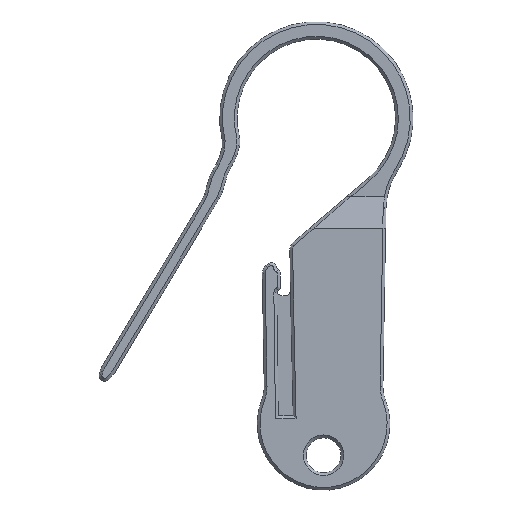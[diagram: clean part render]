
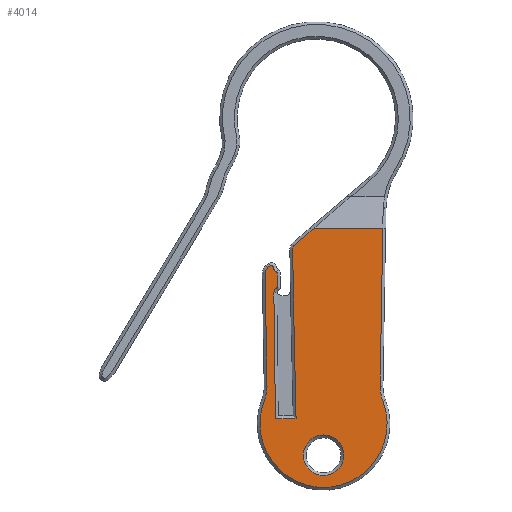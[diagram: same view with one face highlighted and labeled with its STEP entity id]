
A CAD part, top view. The second image highlights one B-rep face of the part: STEP entity #4014.
In plain terms, the highlighted planar face has unit normal (0, 0, 1).
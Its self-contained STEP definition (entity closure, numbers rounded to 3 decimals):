
#99=CIRCLE('',#4205,1.1);
#101=CIRCLE('',#4213,0.8);
#103=CIRCLE('',#4216,0.15);
#105=CIRCLE('',#4220,0.15);
#106=CIRCLE('',#4222,0.8);
#108=CIRCLE('',#4225,0.3);
#109=CIRCLE('',#4228,1.1);
#110=CIRCLE('',#4231,5.4);
#111=CIRCLE('',#4233,9.1);
#112=CIRCLE('',#4235,5.4);
#117=CIRCLE('',#4284,2.9);
#128=FACE_BOUND('',#664,.T.);
#427=FACE_OUTER_BOUND('',#663,.T.);
#663=EDGE_LOOP('',(#3508,#3509,#3510,#3511,#3512,#3513,#3514,#3515,#3516,
#3517,#3518,#3519,#3520,#3521,#3522,#3523,#3524,#3525,#3526,#3527,#3528,
#3529,#3530));
#664=EDGE_LOOP('',(#3531));
#995=LINE('',#6508,#1443);
#999=LINE('',#6517,#1447);
#1002=LINE('',#6525,#1450);
#1009=LINE('',#6539,#1457);
#1012=LINE('',#6544,#1460);
#1017=LINE('',#6562,#1465);
#1022=LINE('',#6581,#1470);
#1025=LINE('',#6589,#1473);
#1029=LINE('',#6603,#1477);
#1032=LINE('',#6609,#1480);
#1034=LINE('',#6612,#1482);
#1036=LINE('',#6615,#1484);
#1107=LINE('',#6957,#1555);
#1443=VECTOR('',#4935,10.);
#1447=VECTOR('',#4945,10.);
#1450=VECTOR('',#4950,10.);
#1457=VECTOR('',#4961,10.);
#1460=VECTOR('',#4966,10.);
#1465=VECTOR('',#4985,10.);
#1470=VECTOR('',#5008,10.);
#1473=VECTOR('',#5017,10.);
#1477=VECTOR('',#5035,10.);
#1480=VECTOR('',#5040,10.);
#1482=VECTOR('',#5044,10.);
#1484=VECTOR('',#5048,10.);
#1555=VECTOR('',#5207,10.);
#1842=VERTEX_POINT('',#6505);
#1843=VERTEX_POINT('',#6507);
#1844=VERTEX_POINT('',#6511);
#1845=VERTEX_POINT('',#6515);
#1848=VERTEX_POINT('',#6522);
#1849=VERTEX_POINT('',#6524);
#1851=VERTEX_POINT('',#6530);
#1853=VERTEX_POINT('',#6536);
#1854=VERTEX_POINT('',#6538);
#1855=VERTEX_POINT('',#6542);
#1857=VERTEX_POINT('',#6548);
#1859=VERTEX_POINT('',#6554);
#1861=VERTEX_POINT('',#6560);
#1863=VERTEX_POINT('',#6566);
#1864=VERTEX_POINT('',#6570);
#1865=VERTEX_POINT('',#6575);
#1866=VERTEX_POINT('',#6579);
#1867=VERTEX_POINT('',#6583);
#1868=VERTEX_POINT('',#6587);
#1869=VERTEX_POINT('',#6591);
#1870=VERTEX_POINT('',#6595);
#1871=VERTEX_POINT('',#6599);
#1872=VERTEX_POINT('',#6605);
#1918=VERTEX_POINT('',#6958);
#2329=EDGE_CURVE('',#1842,#1843,#995,.T.);
#2332=EDGE_CURVE('',#1844,#1842,#99,.T.);
#2334=EDGE_CURVE('',#1845,#1844,#999,.T.);
#2337=EDGE_CURVE('',#1848,#1849,#1002,.T.);
#2344=EDGE_CURVE('',#1853,#1854,#1009,.T.);
#2347=EDGE_CURVE('',#1855,#1853,#1012,.T.);
#2350=EDGE_CURVE('',#1857,#1855,#101,.T.);
#2353=EDGE_CURVE('',#1859,#1857,#103,.T.);
#2356=EDGE_CURVE('',#1861,#1859,#1017,.T.);
#2359=EDGE_CURVE('',#1863,#1861,#105,.T.);
#2361=EDGE_CURVE('',#1864,#1863,#106,.T.);
#2364=EDGE_CURVE('',#1865,#1864,#108,.T.);
#2366=EDGE_CURVE('',#1866,#1865,#1022,.T.);
#2368=EDGE_CURVE('',#1867,#1866,#109,.T.);
#2370=EDGE_CURVE('',#1868,#1867,#1025,.T.);
#2372=EDGE_CURVE('',#1869,#1868,#110,.T.);
#2374=EDGE_CURVE('',#1870,#1869,#111,.T.);
#2376=EDGE_CURVE('',#1871,#1870,#112,.T.);
#2377=EDGE_CURVE('',#1851,#1871,#1029,.T.);
#2380=EDGE_CURVE('',#1854,#1872,#1032,.T.);
#2382=EDGE_CURVE('',#1872,#1848,#1034,.T.);
#2384=EDGE_CURVE('',#1849,#1845,#1036,.T.);
#2473=EDGE_CURVE('',#1851,#1843,#1107,.T.);
#2474=EDGE_CURVE('',#1918,#1918,#117,.T.);
#3508=ORIENTED_EDGE('',*,*,#2329,.F.);
#3509=ORIENTED_EDGE('',*,*,#2332,.F.);
#3510=ORIENTED_EDGE('',*,*,#2334,.F.);
#3511=ORIENTED_EDGE('',*,*,#2384,.F.);
#3512=ORIENTED_EDGE('',*,*,#2337,.F.);
#3513=ORIENTED_EDGE('',*,*,#2382,.F.);
#3514=ORIENTED_EDGE('',*,*,#2380,.F.);
#3515=ORIENTED_EDGE('',*,*,#2344,.F.);
#3516=ORIENTED_EDGE('',*,*,#2347,.F.);
#3517=ORIENTED_EDGE('',*,*,#2350,.F.);
#3518=ORIENTED_EDGE('',*,*,#2353,.F.);
#3519=ORIENTED_EDGE('',*,*,#2356,.F.);
#3520=ORIENTED_EDGE('',*,*,#2359,.F.);
#3521=ORIENTED_EDGE('',*,*,#2361,.F.);
#3522=ORIENTED_EDGE('',*,*,#2364,.F.);
#3523=ORIENTED_EDGE('',*,*,#2366,.F.);
#3524=ORIENTED_EDGE('',*,*,#2368,.F.);
#3525=ORIENTED_EDGE('',*,*,#2370,.F.);
#3526=ORIENTED_EDGE('',*,*,#2372,.F.);
#3527=ORIENTED_EDGE('',*,*,#2374,.F.);
#3528=ORIENTED_EDGE('',*,*,#2376,.F.);
#3529=ORIENTED_EDGE('',*,*,#2377,.F.);
#3530=ORIENTED_EDGE('',*,*,#2473,.T.);
#3531=ORIENTED_EDGE('',*,*,#2474,.F.);
#3793=PLANE('',#4283);
#4014=ADVANCED_FACE('',(#427,#128),#3793,.T.);
#4205=AXIS2_PLACEMENT_3D('',#6513,#4940,#4941);
#4213=AXIS2_PLACEMENT_3D('',#6550,#4972,#4973);
#4216=AXIS2_PLACEMENT_3D('',#6556,#4979,#4980);
#4220=AXIS2_PLACEMENT_3D('',#6568,#4991,#4992);
#4222=AXIS2_PLACEMENT_3D('',#6572,#4996,#4997);
#4225=AXIS2_PLACEMENT_3D('',#6577,#5003,#5004);
#4228=AXIS2_PLACEMENT_3D('',#6585,#5012,#5013);
#4231=AXIS2_PLACEMENT_3D('',#6593,#5021,#5022);
#4233=AXIS2_PLACEMENT_3D('',#6597,#5026,#5027);
#4235=AXIS2_PLACEMENT_3D('',#6601,#5031,#5032);
#4283=AXIS2_PLACEMENT_3D('',#6956,#5205,#5206);
#4284=AXIS2_PLACEMENT_3D('',#6959,#5208,#5209);
#4935=DIRECTION('',(0.76,0.65,0.));
#4940=DIRECTION('center_axis',(0.,0.,-1.));
#4941=DIRECTION('ref_axis',(-0.912,0.411,0.));
#4945=DIRECTION('',(-0.017,1.,0.));
#4950=DIRECTION('',(1.,0.022,0.));
#4961=DIRECTION('',(0.012,-1.,0.));
#4966=DIRECTION('',(0.017,-1.,0.));
#4972=DIRECTION('center_axis',(0.,0.,1.));
#4973=DIRECTION('ref_axis',(-0.852,0.524,0.));
#4979=DIRECTION('center_axis',(0.,0.,-1.));
#4980=DIRECTION('ref_axis',(1.,0.017,0.));
#4985=DIRECTION('',(0.017,-1.,0.));
#4991=DIRECTION('center_axis',(0.,0.,-1.));
#4992=DIRECTION('ref_axis',(1.,0.017,0.));
#4996=DIRECTION('center_axis',(0.,0.,1.));
#4997=DIRECTION('ref_axis',(-0.994,-0.108,0.));
#5003=DIRECTION('center_axis',(0.,0.,-1.));
#5004=DIRECTION('ref_axis',(0.411,0.912,0.));
#5008=DIRECTION('',(0.76,0.65,0.));
#5012=DIRECTION('center_axis',(0.,0.,-1.));
#5013=DIRECTION('ref_axis',(-0.912,0.411,0.));
#5017=DIRECTION('',(-0.017,1.,0.));
#5021=DIRECTION('center_axis',(0.,0.,1.));
#5022=DIRECTION('ref_axis',(0.984,-0.178,0.));
#5026=DIRECTION('center_axis',(0.,0.,-1.));
#5027=DIRECTION('ref_axis',(1.,0.,0.));
#5031=DIRECTION('center_axis',(0.,0.,1.));
#5032=DIRECTION('ref_axis',(-0.984,-0.178,0.));
#5035=DIRECTION('',(-0.017,-1.,0.));
#5040=DIRECTION('',(1.,0.012,0.));
#5044=DIRECTION('',(1.,0.017,0.));
#5048=DIRECTION('',(-0.022,1.,0.));
#5205=DIRECTION('center_axis',(0.,0.,1.));
#5206=DIRECTION('ref_axis',(1.,0.,0.));
#5207=DIRECTION('',(-1.,0.,0.));
#5208=DIRECTION('center_axis',(0.,0.,1.));
#5209=DIRECTION('ref_axis',(1.,0.,0.));
#6505=CARTESIAN_POINT('',(-4.036,4.441,3.));
#6507=CARTESIAN_POINT('',(-1.337,6.75,3.));
#6508=CARTESIAN_POINT('',(-1.615,6.513,3.));
#6511=CARTESIAN_POINT('',(-4.421,3.587,3.));
#6513=CARTESIAN_POINT('Origin',(-3.321,3.606,3.));
#6515=CARTESIAN_POINT('',(-4.261,-5.857,3.));
#6517=CARTESIAN_POINT('',(-4.294,-3.889,3.));
#6522=CARTESIAN_POINT('',(-4.413,-20.478,3.));
#6524=CARTESIAN_POINT('',(-3.936,-20.467,3.));
#6525=CARTESIAN_POINT('',(-2.113,-20.426,3.));
#6530=CARTESIAN_POINT('',(8.475,6.75,3.));
#6536=CARTESIAN_POINT('',(-7.061,-5.905,3.));
#6538=CARTESIAN_POINT('',(-6.892,-20.517,3.));
#6539=CARTESIAN_POINT('',(-6.917,-18.349,3.));
#6542=CARTESIAN_POINT('',(-7.118,-2.518,3.));
#6544=CARTESIAN_POINT('',(-7.008,-9.012,3.));
#6548=CARTESIAN_POINT('',(-6.667,-1.785,3.));
#6550=CARTESIAN_POINT('Origin',(-6.318,-2.505,3.));
#6554=CARTESIAN_POINT('',(-6.583,-1.648,3.));
#6556=CARTESIAN_POINT('Origin',(-6.733,-1.65,3.));
#6560=CARTESIAN_POINT('',(-6.616,0.352,3.));
#6562=CARTESIAN_POINT('',(-6.511,-5.878,3.));
#6566=CARTESIAN_POINT('',(-6.706,0.487,3.));
#6568=CARTESIAN_POINT('Origin',(-6.766,0.35,3.));
#6570=CARTESIAN_POINT('',(-7.181,1.134,3.));
#6572=CARTESIAN_POINT('Origin',(-6.386,1.22,3.));
#6575=CARTESIAN_POINT('',(-7.674,1.33,3.));
#6577=CARTESIAN_POINT('Origin',(-7.479,1.102,3.));
#6579=CARTESIAN_POINT('',(-7.98,1.068,3.));
#6581=CARTESIAN_POINT('',(-8.186,0.892,3.));
#6583=CARTESIAN_POINT('',(-8.364,0.214,3.));
#6585=CARTESIAN_POINT('Origin',(-7.265,0.233,3.));
#6587=CARTESIAN_POINT('',(-8.093,-15.847,3.));
#6589=CARTESIAN_POINT('',(-8.266,-5.609,3.));
#6591=CARTESIAN_POINT('',(-8.467,-17.916,3.));
#6593=CARTESIAN_POINT('Origin',(-13.492,-15.938,3.));
#6595=CARTESIAN_POINT('',(8.467,-17.916,3.));
#6597=CARTESIAN_POINT('Origin',(0.,-21.25,
3.));
#6599=CARTESIAN_POINT('',(8.093,-15.847,3.));
#6601=CARTESIAN_POINT('Origin',(13.492,-15.938,3.));
#6603=CARTESIAN_POINT('',(8.315,-2.691,3.));
#6605=CARTESIAN_POINT('',(-6.415,-20.511,3.));
#6609=CARTESIAN_POINT('',(-3.197,-20.474,3.));
#6612=CARTESIAN_POINT('',(-3.136,-20.456,3.));
#6615=CARTESIAN_POINT('',(-4.192,-8.974,3.));
#6956=CARTESIAN_POINT('Origin',(0.,-12.,
3.));
#6957=CARTESIAN_POINT('',(-1.952,6.75,3.));
#6958=CARTESIAN_POINT('',(-2.9,-25.75,3.));
#6959=CARTESIAN_POINT('Origin',(0.,-25.75,
3.));
